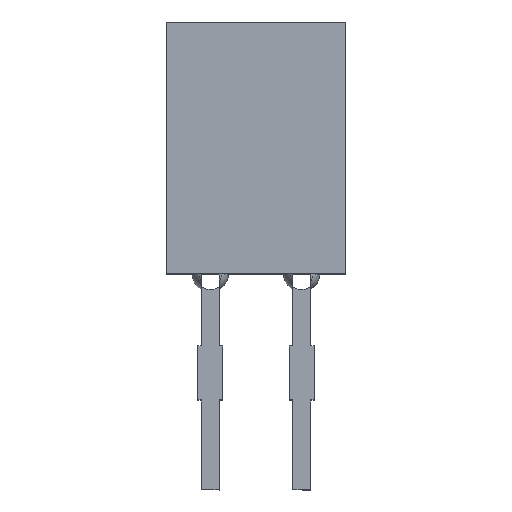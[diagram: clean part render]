
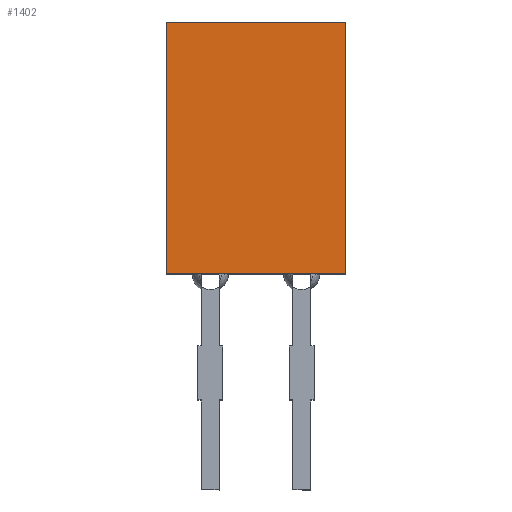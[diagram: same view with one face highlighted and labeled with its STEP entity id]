
A CAD part, top view. The second image highlights one B-rep face of the part: STEP entity #1402.
In plain terms, the highlighted planar face has unit normal (0, 0, 1).
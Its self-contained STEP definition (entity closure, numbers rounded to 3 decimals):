
#67 = PLANE('',#68);
#68 = AXIS2_PLACEMENT_3D('',#69,#70,#71);
#69 = CARTESIAN_POINT('',(0.,6.,0.));
#70 = DIRECTION('',(0.,1.,0.));
#71 = DIRECTION('',(-1.,0.,0.));
#397 = VERTEX_POINT('',#398);
#398 = CARTESIAN_POINT('',(2.5,6.,1.));
#412 = PLANE('',#413);
#413 = AXIS2_PLACEMENT_3D('',#414,#415,#416);
#414 = CARTESIAN_POINT('',(2.5,6.,1.));
#415 = DIRECTION('',(1.,0.,0.));
#416 = DIRECTION('',(0.,0.,-1.));
#424 = EDGE_CURVE('',#425,#397,#427,.T.);
#425 = VERTEX_POINT('',#426);
#426 = CARTESIAN_POINT('',(-2.5,6.,1.));
#427 = SURFACE_CURVE('',#428,(#432,#439),.PCURVE_S1.);
#428 = LINE('',#429,#430);
#429 = CARTESIAN_POINT('',(-2.5,6.,1.));
#430 = VECTOR('',#431,1.);
#431 = DIRECTION('',(1.,0.,0.));
#432 = PCURVE('',#67,#433);
#433 = DEFINITIONAL_REPRESENTATION('',(#434),#438);
#434 = LINE('',#435,#436);
#435 = CARTESIAN_POINT('',(2.5,1.));
#436 = VECTOR('',#437,1.);
#437 = DIRECTION('',(-1.,0.));
#438 = ( GEOMETRIC_REPRESENTATION_CONTEXT(2) 
PARAMETRIC_REPRESENTATION_CONTEXT() REPRESENTATION_CONTEXT('2D SPACE',''
  ) );
#439 = PCURVE('',#440,#445);
#440 = PLANE('',#441);
#441 = AXIS2_PLACEMENT_3D('',#442,#443,#444);
#442 = CARTESIAN_POINT('',(-2.5,6.,1.));
#443 = DIRECTION('',(0.,0.,1.));
#444 = DIRECTION('',(1.,0.,0.));
#445 = DEFINITIONAL_REPRESENTATION('',(#446),#450);
#446 = LINE('',#447,#448);
#447 = CARTESIAN_POINT('',(0.,0.));
#448 = VECTOR('',#449,1.);
#449 = DIRECTION('',(1.,0.));
#450 = ( GEOMETRIC_REPRESENTATION_CONTEXT(2) 
PARAMETRIC_REPRESENTATION_CONTEXT() REPRESENTATION_CONTEXT('2D SPACE',''
  ) );
#466 = PLANE('',#467);
#467 = AXIS2_PLACEMENT_3D('',#468,#469,#470);
#468 = CARTESIAN_POINT('',(-2.5,6.,-1.));
#469 = DIRECTION('',(-1.,0.,0.));
#470 = DIRECTION('',(0.,0.,1.));
#1321 = PLANE('',#1322);
#1322 = AXIS2_PLACEMENT_3D('',#1323,#1324,#1325);
#1323 = CARTESIAN_POINT('',(0.,13.,0.));
#1324 = DIRECTION('',(0.,1.,0.));
#1325 = DIRECTION('',(-1.,0.,0.));
#1360 = VERTEX_POINT('',#1361);
#1361 = CARTESIAN_POINT('',(2.5,13.,1.));
#1382 = EDGE_CURVE('',#397,#1360,#1383,.T.);
#1383 = SURFACE_CURVE('',#1384,(#1388,#1395),.PCURVE_S1.);
#1384 = LINE('',#1385,#1386);
#1385 = CARTESIAN_POINT('',(2.5,6.,1.));
#1386 = VECTOR('',#1387,1.);
#1387 = DIRECTION('',(0.,1.,0.));
#1388 = PCURVE('',#412,#1389);
#1389 = DEFINITIONAL_REPRESENTATION('',(#1390),#1394);
#1390 = LINE('',#1391,#1392);
#1391 = CARTESIAN_POINT('',(0.,0.));
#1392 = VECTOR('',#1393,1.);
#1393 = DIRECTION('',(0.,1.));
#1394 = ( GEOMETRIC_REPRESENTATION_CONTEXT(2) 
PARAMETRIC_REPRESENTATION_CONTEXT() REPRESENTATION_CONTEXT('2D SPACE',''
  ) );
#1395 = PCURVE('',#440,#1396);
#1396 = DEFINITIONAL_REPRESENTATION('',(#1397),#1401);
#1397 = LINE('',#1398,#1399);
#1398 = CARTESIAN_POINT('',(5.,0.));
#1399 = VECTOR('',#1400,1.);
#1400 = DIRECTION('',(0.,1.));
#1401 = ( GEOMETRIC_REPRESENTATION_CONTEXT(2) 
PARAMETRIC_REPRESENTATION_CONTEXT() REPRESENTATION_CONTEXT('2D SPACE',''
  ) );
#1402 = ADVANCED_FACE('',(#1403),#440,.T.);
#1403 = FACE_BOUND('',#1404,.T.);
#1404 = EDGE_LOOP('',(#1405,#1406,#1407,#1430));
#1405 = ORIENTED_EDGE('',*,*,#424,.T.);
#1406 = ORIENTED_EDGE('',*,*,#1382,.T.);
#1407 = ORIENTED_EDGE('',*,*,#1408,.F.);
#1408 = EDGE_CURVE('',#1409,#1360,#1411,.T.);
#1409 = VERTEX_POINT('',#1410);
#1410 = CARTESIAN_POINT('',(-2.5,13.,1.));
#1411 = SURFACE_CURVE('',#1412,(#1416,#1423),.PCURVE_S1.);
#1412 = LINE('',#1413,#1414);
#1413 = CARTESIAN_POINT('',(-2.5,13.,1.));
#1414 = VECTOR('',#1415,1.);
#1415 = DIRECTION('',(1.,0.,0.));
#1416 = PCURVE('',#440,#1417);
#1417 = DEFINITIONAL_REPRESENTATION('',(#1418),#1422);
#1418 = LINE('',#1419,#1420);
#1419 = CARTESIAN_POINT('',(0.,7.));
#1420 = VECTOR('',#1421,1.);
#1421 = DIRECTION('',(1.,0.));
#1422 = ( GEOMETRIC_REPRESENTATION_CONTEXT(2) 
PARAMETRIC_REPRESENTATION_CONTEXT() REPRESENTATION_CONTEXT('2D SPACE',''
  ) );
#1423 = PCURVE('',#1321,#1424);
#1424 = DEFINITIONAL_REPRESENTATION('',(#1425),#1429);
#1425 = LINE('',#1426,#1427);
#1426 = CARTESIAN_POINT('',(2.5,1.));
#1427 = VECTOR('',#1428,1.);
#1428 = DIRECTION('',(-1.,0.));
#1429 = ( GEOMETRIC_REPRESENTATION_CONTEXT(2) 
PARAMETRIC_REPRESENTATION_CONTEXT() REPRESENTATION_CONTEXT('2D SPACE',''
  ) );
#1430 = ORIENTED_EDGE('',*,*,#1431,.F.);
#1431 = EDGE_CURVE('',#425,#1409,#1432,.T.);
#1432 = SURFACE_CURVE('',#1433,(#1437,#1444),.PCURVE_S1.);
#1433 = LINE('',#1434,#1435);
#1434 = CARTESIAN_POINT('',(-2.5,6.,1.));
#1435 = VECTOR('',#1436,1.);
#1436 = DIRECTION('',(0.,1.,0.));
#1437 = PCURVE('',#440,#1438);
#1438 = DEFINITIONAL_REPRESENTATION('',(#1439),#1443);
#1439 = LINE('',#1440,#1441);
#1440 = CARTESIAN_POINT('',(0.,0.));
#1441 = VECTOR('',#1442,1.);
#1442 = DIRECTION('',(0.,1.));
#1443 = ( GEOMETRIC_REPRESENTATION_CONTEXT(2) 
PARAMETRIC_REPRESENTATION_CONTEXT() REPRESENTATION_CONTEXT('2D SPACE',''
  ) );
#1444 = PCURVE('',#466,#1445);
#1445 = DEFINITIONAL_REPRESENTATION('',(#1446),#1450);
#1446 = LINE('',#1447,#1448);
#1447 = CARTESIAN_POINT('',(2.,0.));
#1448 = VECTOR('',#1449,1.);
#1449 = DIRECTION('',(0.,1.));
#1450 = ( GEOMETRIC_REPRESENTATION_CONTEXT(2) 
PARAMETRIC_REPRESENTATION_CONTEXT() REPRESENTATION_CONTEXT('2D SPACE',''
  ) );
